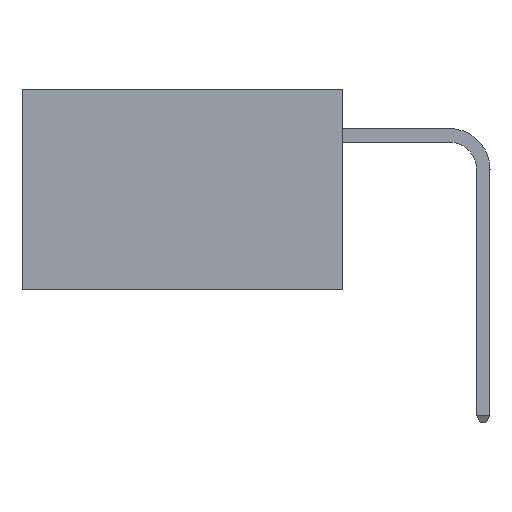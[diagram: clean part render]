
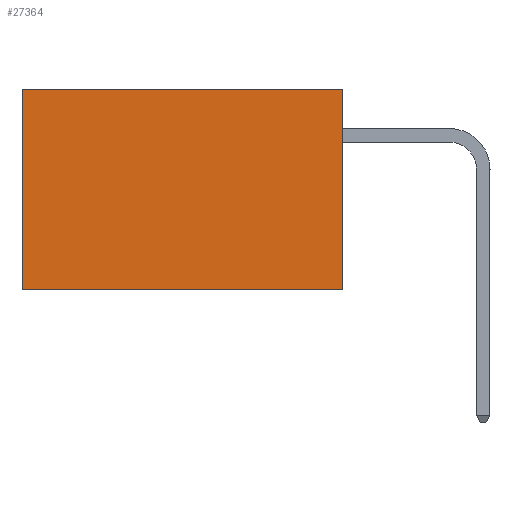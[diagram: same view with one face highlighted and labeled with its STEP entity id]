
A CAD part, left-side view. The second image highlights one B-rep face of the part: STEP entity #27364.
In plain terms, the highlighted planar face has unit normal (-1, 0, 0).
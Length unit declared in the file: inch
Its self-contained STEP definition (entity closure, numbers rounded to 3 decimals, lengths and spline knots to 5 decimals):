
#162 = ORIENTED_EDGE ( 'NONE', *, *, #3175, .T. ) ;
#1977 = DIRECTION ( 'NONE',  ( 0., 0., -1. ) ) ;
#2659 = DIRECTION ( 'NONE',  ( 0., 1., 0. ) ) ;
#3175 = EDGE_CURVE ( 'NONE', #10775, #23882, #17689, .T. ) ;
#3937 = VECTOR ( 'NONE', #17347, 39.37008 ) ;
#3973 = VECTOR ( 'NONE', #31337, 39.37008 ) ;
#3992 = ORIENTED_EDGE ( 'NONE', *, *, #18662, .T. ) ;
#7430 = VERTEX_POINT ( 'NONE', #24170 ) ;
#7480 = ORIENTED_EDGE ( 'NONE', *, *, #12775, .F. ) ;
#9866 = EDGE_CURVE ( 'NONE', #12922, #7430, #11926, .T. ) ;
#10266 = VECTOR ( 'NONE', #1977, 39.37008 ) ;
#10342 = LINE ( 'NONE', #18111, #29938 ) ;
#10775 = VERTEX_POINT ( 'NONE', #18263 ) ;
#10805 = ORIENTED_EDGE ( 'NONE', *, *, #9866, .F. ) ;
#10834 = EDGE_LOOP ( 'NONE', ( #162, #7480, #10805, #3992 ) ) ;
#11532 = CARTESIAN_POINT ( 'NONE',  ( 0.277, 0., 0. ) ) ;
#11926 = LINE ( 'NONE', #30042, #10266 ) ;
#12753 = PLANE ( 'NONE',  #23370 ) ;
#12775 = EDGE_CURVE ( 'NONE', #7430, #23882, #17725, .T. ) ;
#12922 = VERTEX_POINT ( 'NONE', #11532 ) ;
#16171 = CARTESIAN_POINT ( 'NONE',  ( 0.277, 0., -0.37 ) ) ;
#17347 = DIRECTION ( 'NONE',  ( 0., 0., -1. ) ) ;
#17672 = CARTESIAN_POINT ( 'NONE',  ( 0.277, 0.59, -0.37 ) ) ;
#17689 = LINE ( 'NONE', #17672, #3937 ) ;
#17725 = LINE ( 'NONE', #16171, #3973 ) ;
#17920 = DIRECTION ( 'NONE',  ( 0., 0., -1. ) ) ;
#18111 = CARTESIAN_POINT ( 'NONE',  ( 0.277, 0., 0. ) ) ;
#18263 = CARTESIAN_POINT ( 'NONE',  ( 0.277, 0.59, 0. ) ) ;
#18662 = EDGE_CURVE ( 'NONE', #12922, #10775, #10342, .T. ) ;
#21128 = FACE_OUTER_BOUND ( 'NONE', #10834, .T. ) ;
#22915 = CARTESIAN_POINT ( 'NONE',  ( 0.277, 0., -0.37 ) ) ;
#23169 = CARTESIAN_POINT ( 'NONE',  ( 0.277, 0.59, -0.37 ) ) ;
#23370 = AXIS2_PLACEMENT_3D ( 'NONE', #22915, #33029, #17920 ) ;
#23882 = VERTEX_POINT ( 'NONE', #23169 ) ;
#24170 = CARTESIAN_POINT ( 'NONE',  ( 0.277, 0., -0.37 ) ) ;
#27364 = ADVANCED_FACE ( 'NONE', ( #21128 ), #12753, .F. ) ;
#29938 = VECTOR ( 'NONE', #2659, 39.37008 ) ;
#30042 = CARTESIAN_POINT ( 'NONE',  ( 0.277, 0., -0.37 ) ) ;
#31337 = DIRECTION ( 'NONE',  ( 0., 1., 0. ) ) ;
#33029 = DIRECTION ( 'NONE',  ( 1., 0., 0. ) ) ;
